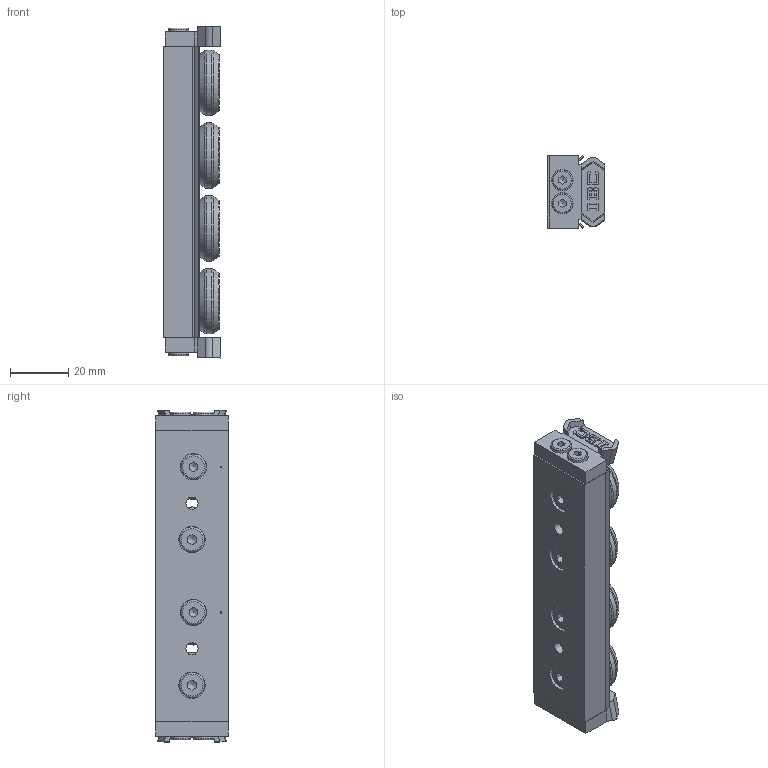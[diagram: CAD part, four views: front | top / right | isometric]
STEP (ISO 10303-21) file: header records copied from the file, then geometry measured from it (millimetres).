
FILE_DESCRIPTION((''),'2;1');
FILE_NAME('CL 28H-22.B.2RS.AXS.stp','2011-03-04T14:05:26',('MKoza'),(''),'Autodesk Inventor 2009','Autodesk Inventor 2009','');
FILE_SCHEMA(('AUTOMOTIVE_DESIGN { 1 0 10303 214 1 1 1 1 }'));
Length unit declared in the file: millimetre
Products named in the file (7): CL 28H-.2RS.AXS; LL.CL 28H-21; ABS X28H; DIN 7984 M4 x 6; CBRS(E) 23-28H.2RS; DIN 7984 M5 x 8; Abstreiferlippe
Assembly tree (17 placements, depth 2):
  CL 28H-.2RS.AXS
    LL.CL 28H-21
    ABS X28H  x2
    DIN 7984 M4 x 6  x4
    CBRS(E) 23-28H.2RS  x4
    DIN 7984 M5 x 8  x4
    Abstreiferlippe  x2
Bounding box: 19.7 x 25 x 114.01 mm (x, y, z)
Volume: 39699.5 mm3; surface area: 25861.8 mm2
Topology: 17 solids, 17 shells, 468 faces, 1114 edges, 720 vertices
Faces by surface type: plane 282, cylinder 68, bspline 66, cone 28, torus 24
Full cylindrical faces by diameter (mm): 4 x4, 5 x4, 7 x8, 8.5 x4, 10 x4, 22.4 x4
Entity records: 6387 total; most frequent: CARTESIAN_POINT 1680, DIRECTION 896, ORIENTED_EDGE 854, EDGE_CURVE 427, VERTEX_POINT 308, AXIS2_PLACEMENT_3D 301, EDGE_LOOP 295, VECTOR 294
